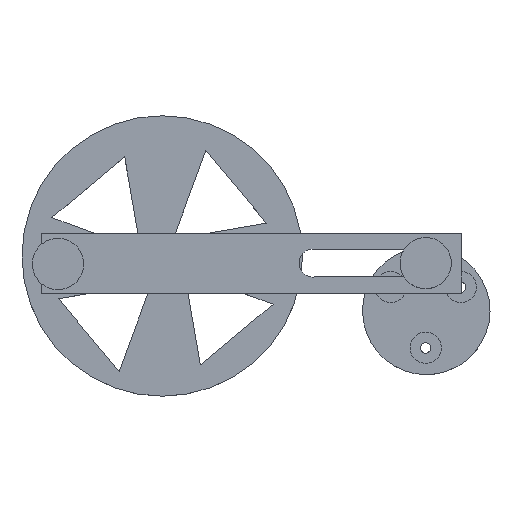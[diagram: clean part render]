
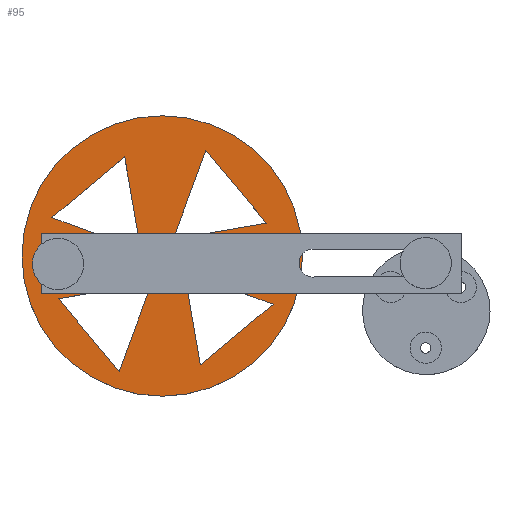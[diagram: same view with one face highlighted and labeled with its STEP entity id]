
A CAD part, top view. The second image highlights one B-rep face of the part: STEP entity #95.
In plain terms, the highlighted planar face has unit normal (0, 0, 1).
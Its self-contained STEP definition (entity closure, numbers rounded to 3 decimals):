
#44=FACE_BOUND('',#249,.T.);
#45=FACE_BOUND('',#250,.T.);
#46=FACE_BOUND('',#251,.T.);
#47=FACE_BOUND('',#252,.T.);
#48=FACE_BOUND('',#253,.T.);
#95=ADVANCED_FACE('',(#162,#44,#45,#46,#47,#48),#1099,.T.);
#162=FACE_OUTER_BOUND('',#248,.T.);
#248=EDGE_LOOP('',(#480,#481));
#249=EDGE_LOOP('',(#482,#483));
#250=EDGE_LOOP('',(#484,#485,#486));
#251=EDGE_LOOP('',(#487,#488,#489));
#252=EDGE_LOOP('',(#490,#491,#492));
#253=EDGE_LOOP('',(#493,#494,#495));
#480=ORIENTED_EDGE('',*,*,#669,.T.);
#481=ORIENTED_EDGE('',*,*,#713,.T.);
#482=ORIENTED_EDGE('',*,*,#710,.F.);
#483=ORIENTED_EDGE('',*,*,#670,.F.);
#484=ORIENTED_EDGE('',*,*,#678,.T.);
#485=ORIENTED_EDGE('',*,*,#680,.T.);
#486=ORIENTED_EDGE('',*,*,#679,.T.);
#487=ORIENTED_EDGE('',*,*,#687,.T.);
#488=ORIENTED_EDGE('',*,*,#689,.T.);
#489=ORIENTED_EDGE('',*,*,#688,.T.);
#490=ORIENTED_EDGE('',*,*,#696,.T.);
#491=ORIENTED_EDGE('',*,*,#698,.T.);
#492=ORIENTED_EDGE('',*,*,#697,.T.);
#493=ORIENTED_EDGE('',*,*,#705,.T.);
#494=ORIENTED_EDGE('',*,*,#707,.T.);
#495=ORIENTED_EDGE('',*,*,#706,.T.);
#669=EDGE_CURVE('',#1010,#1039,#807,.T.);
#670=EDGE_CURVE('',#1011,#1036,#808,.T.);
#678=EDGE_CURVE('',#1015,#1016,#917,.T.);
#679=EDGE_CURVE('',#1017,#1015,#918,.T.);
#680=EDGE_CURVE('',#1016,#1017,#919,.T.);
#687=EDGE_CURVE('',#1021,#1022,#926,.T.);
#688=EDGE_CURVE('',#1023,#1021,#927,.T.);
#689=EDGE_CURVE('',#1022,#1023,#928,.T.);
#696=EDGE_CURVE('',#1027,#1028,#935,.T.);
#697=EDGE_CURVE('',#1029,#1027,#936,.T.);
#698=EDGE_CURVE('',#1028,#1029,#937,.T.);
#705=EDGE_CURVE('',#1033,#1034,#944,.T.);
#706=EDGE_CURVE('',#1035,#1033,#945,.T.);
#707=EDGE_CURVE('',#1034,#1035,#946,.T.);
#710=EDGE_CURVE('',#1036,#1011,#810,.T.);
#713=EDGE_CURVE('',#1039,#1010,#812,.T.);
#807=TRIMMED_CURVE($,#874,(#1951),(#1952),.T.,.CARTESIAN.);
#808=TRIMMED_CURVE($,#875,(#1954),(#1955),.T.,.CARTESIAN.);
#810=TRIMMED_CURVE($,#877,(#2036),(#2037),.T.,.CARTESIAN.);
#812=TRIMMED_CURVE($,#879,(#2044),(#2045),.T.,.CARTESIAN.);
#874=CIRCLE('',#1316,40.386);
#875=CIRCLE('',#1317,3.947);
#877=CIRCLE('',#1319,3.947);
#879=CIRCLE('',#1321,40.386);
#917=B_SPLINE_CURVE_WITH_KNOTS('',1,(#1970,#1971),.UNSPECIFIED.,.F.,.F.,
(2,2),(-27.3,0.),.UNSPECIFIED.);
#918=B_SPLINE_CURVE_WITH_KNOTS('',1,(#1972,#1973),.UNSPECIFIED.,.F.,.F.,
(2,2),(-54.6,-27.3),.UNSPECIFIED.);
#919=B_SPLINE_CURVE_WITH_KNOTS('',1,(#1974,#1975),.UNSPECIFIED.,.F.,.F.,
(2,2),(-81.9,-54.6),.UNSPECIFIED.);
#926=B_SPLINE_CURVE_WITH_KNOTS('',1,(#1988,#1989),.UNSPECIFIED.,.F.,.F.,
(2,2),(-27.3,0.),.UNSPECIFIED.);
#927=B_SPLINE_CURVE_WITH_KNOTS('',1,(#1990,#1991),.UNSPECIFIED.,.F.,.F.,
(2,2),(-54.6,-27.3),.UNSPECIFIED.);
#928=B_SPLINE_CURVE_WITH_KNOTS('',1,(#1992,#1993),.UNSPECIFIED.,.F.,.F.,
(2,2),(-81.9,-54.6),.UNSPECIFIED.);
#935=B_SPLINE_CURVE_WITH_KNOTS('',1,(#2006,#2007),.UNSPECIFIED.,.F.,.F.,
(2,2),(-27.3,0.),.UNSPECIFIED.);
#936=B_SPLINE_CURVE_WITH_KNOTS('',1,(#2008,#2009),.UNSPECIFIED.,.F.,.F.,
(2,2),(-54.6,-27.3),.UNSPECIFIED.);
#937=B_SPLINE_CURVE_WITH_KNOTS('',1,(#2010,#2011),.UNSPECIFIED.,.F.,.F.,
(2,2),(-81.9,-54.6),.UNSPECIFIED.);
#944=B_SPLINE_CURVE_WITH_KNOTS('',1,(#2024,#2025),.UNSPECIFIED.,.F.,.F.,
(2,2),(-27.3,0.),.UNSPECIFIED.);
#945=B_SPLINE_CURVE_WITH_KNOTS('',1,(#2026,#2027),.UNSPECIFIED.,.F.,.F.,
(2,2),(-54.6,-27.3),.UNSPECIFIED.);
#946=B_SPLINE_CURVE_WITH_KNOTS('',1,(#2028,#2029),.UNSPECIFIED.,.F.,.F.,
(2,2),(-81.9,-54.6),.UNSPECIFIED.);
#1010=VERTEX_POINT('',#1912);
#1011=VERTEX_POINT('',#1913);
#1015=VERTEX_POINT('',#1917);
#1016=VERTEX_POINT('',#1918);
#1017=VERTEX_POINT('',#1919);
#1021=VERTEX_POINT('',#1923);
#1022=VERTEX_POINT('',#1924);
#1023=VERTEX_POINT('',#1925);
#1027=VERTEX_POINT('',#1929);
#1028=VERTEX_POINT('',#1930);
#1029=VERTEX_POINT('',#1931);
#1033=VERTEX_POINT('',#1935);
#1034=VERTEX_POINT('',#1936);
#1035=VERTEX_POINT('',#1937);
#1036=VERTEX_POINT('',#1938);
#1039=VERTEX_POINT('',#1941);
#1099=PLANE('',#1299);
#1299=AXIS2_PLACEMENT_3D('',#1895,#1492,$);
#1316=AXIS2_PLACEMENT_3D($,#1950,#1511,#1512);
#1317=AXIS2_PLACEMENT_3D($,#1953,#1513,#1514);
#1319=AXIS2_PLACEMENT_3D($,#2035,#1517,#1518);
#1321=AXIS2_PLACEMENT_3D($,#2043,#1521,#1522);
#1492=DIRECTION('',(0.,0.,1.));
#1511=DIRECTION('',(0.,0.,1.));
#1512=DIRECTION('',(1.,0.,0.));
#1513=DIRECTION('',(0.,0.,1.));
#1514=DIRECTION('',(0.558,-0.83,0.));
#1517=DIRECTION('',(0.,0.,1.));
#1518=DIRECTION('',(-0.558,0.83,0.));
#1521=DIRECTION('',(0.,0.,1.));
#1522=DIRECTION('',(-1.,0.,0.));
#1895=CARTESIAN_POINT('',(-420.536,60.763,16.644));
#1912=CARTESIAN_POINT('',(-338.956,101.956,16.644));
#1913=CARTESIAN_POINT('',(-406.79,96.589,16.644));
#1917=CARTESIAN_POINT('',(-349.31,111.416,16.644));
#1918=CARTESIAN_POINT('',(-376.211,106.766,16.644));
#1919=CARTESIAN_POINT('',(-366.788,132.388,16.644));
#1923=CARTESIAN_POINT('',(-390.151,130.481,16.644));
#1924=CARTESIAN_POINT('',(-385.501,103.58,16.644));
#1925=CARTESIAN_POINT('',(-411.123,113.004,16.644));
#1929=CARTESIAN_POINT('',(-368.376,70.575,16.644));
#1930=CARTESIAN_POINT('',(-373.026,97.476,16.644));
#1931=CARTESIAN_POINT('',(-347.404,88.053,16.644));
#1935=CARTESIAN_POINT('',(-409.217,89.64,16.644));
#1936=CARTESIAN_POINT('',(-382.316,94.291,16.644));
#1937=CARTESIAN_POINT('',(-391.739,68.668,16.644));
#1938=CARTESIAN_POINT('',(-411.198,103.138,16.644));
#1941=CARTESIAN_POINT('',(-419.728,101.956,16.644));
#1950=CARTESIAN_POINT('',(-379.342,101.956,16.644));
#1951=CARTESIAN_POINT('',(-338.956,101.956,16.644));
#1952=CARTESIAN_POINT('',(-419.728,101.956,16.644));
#1953=CARTESIAN_POINT('',(-408.994,99.863,16.644));
#1954=CARTESIAN_POINT('',(-406.79,96.589,16.644));
#1955=CARTESIAN_POINT('',(-411.198,103.138,16.644));
#1970=CARTESIAN_POINT('',(-349.31,111.416,16.644));
#1971=CARTESIAN_POINT('',(-376.211,106.766,16.644));
#1972=CARTESIAN_POINT('',(-366.788,132.388,16.644));
#1973=CARTESIAN_POINT('',(-349.31,111.416,16.644));
#1974=CARTESIAN_POINT('',(-376.211,106.766,16.644));
#1975=CARTESIAN_POINT('',(-366.788,132.388,16.644));
#1988=CARTESIAN_POINT('',(-390.151,130.481,16.644));
#1989=CARTESIAN_POINT('',(-385.501,103.58,16.644));
#1990=CARTESIAN_POINT('',(-411.123,113.004,16.644));
#1991=CARTESIAN_POINT('',(-390.151,130.481,16.644));
#1992=CARTESIAN_POINT('',(-385.501,103.58,16.644));
#1993=CARTESIAN_POINT('',(-411.123,113.004,16.644));
#2006=CARTESIAN_POINT('',(-368.376,70.575,16.644));
#2007=CARTESIAN_POINT('',(-373.026,97.476,16.644));
#2008=CARTESIAN_POINT('',(-347.404,88.053,16.644));
#2009=CARTESIAN_POINT('',(-368.376,70.575,16.644));
#2010=CARTESIAN_POINT('',(-373.026,97.476,16.644));
#2011=CARTESIAN_POINT('',(-347.404,88.053,16.644));
#2024=CARTESIAN_POINT('',(-409.217,89.64,16.644));
#2025=CARTESIAN_POINT('',(-382.316,94.291,16.644));
#2026=CARTESIAN_POINT('',(-391.739,68.668,16.644));
#2027=CARTESIAN_POINT('',(-409.217,89.64,16.644));
#2028=CARTESIAN_POINT('',(-382.316,94.291,16.644));
#2029=CARTESIAN_POINT('',(-391.739,68.668,16.644));
#2035=CARTESIAN_POINT('',(-408.994,99.863,16.644));
#2036=CARTESIAN_POINT('',(-411.198,103.138,16.644));
#2037=CARTESIAN_POINT('',(-406.79,96.589,16.644));
#2043=CARTESIAN_POINT('',(-379.342,101.956,16.644));
#2044=CARTESIAN_POINT('',(-419.728,101.956,16.644));
#2045=CARTESIAN_POINT('',(-338.956,101.956,16.644));
